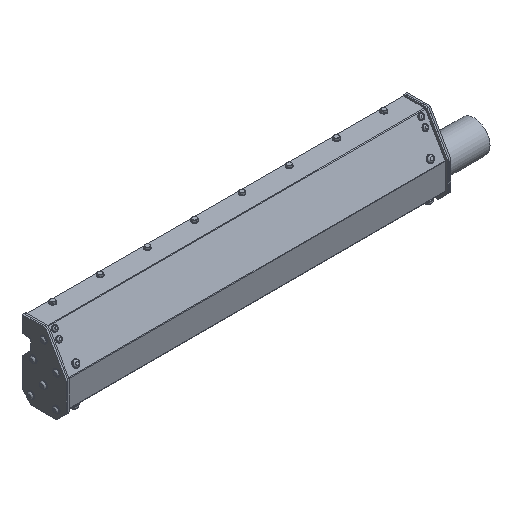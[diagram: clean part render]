
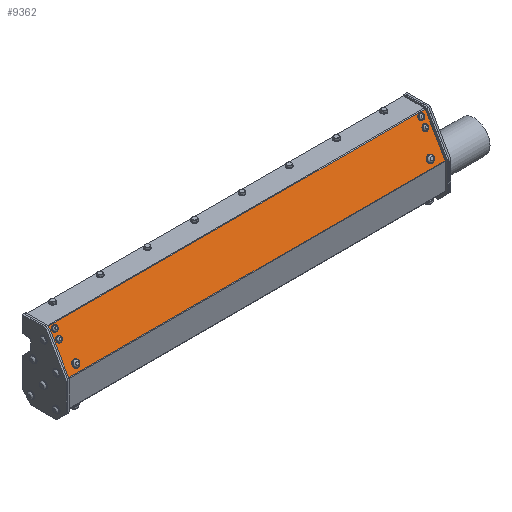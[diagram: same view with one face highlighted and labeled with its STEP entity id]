
A CAD part, isometric view. The second image highlights one B-rep face of the part: STEP entity #9362.
In plain terms, the highlighted planar face has unit normal (0, -0.866, 0.5).
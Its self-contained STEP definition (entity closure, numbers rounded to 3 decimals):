
#198=LINE('',#33057,#600);
#199=LINE('',#33059,#601);
#200=LINE('',#33061,#602);
#201=LINE('',#33062,#603);
#600=VECTOR('',#12083,0.394);
#601=VECTOR('',#12084,0.394);
#602=VECTOR('',#12085,0.394);
#603=VECTOR('',#12086,0.394);
#1063=FACE_BOUND('',#3196,.T.);
#1064=FACE_BOUND('',#3197,.T.);
#1065=FACE_BOUND('',#3198,.T.);
#1066=FACE_BOUND('',#3199,.T.);
#1067=FACE_BOUND('',#3200,.T.);
#1068=FACE_BOUND('',#3201,.T.);
#1373=PLANE('',#10222);
#2509=FACE_OUTER_BOUND('',#3195,.T.);
#3195=EDGE_LOOP('',(#7710,#7711,#7712,#7713));
#3196=EDGE_LOOP('',(#7714));
#3197=EDGE_LOOP('',(#7715));
#3198=EDGE_LOOP('',(#7716));
#3199=EDGE_LOOP('',(#7717));
#3200=EDGE_LOOP('',(#7718));
#3201=EDGE_LOOP('',(#7719));
#3948=CIRCLE('',#10223,0.217);
#3949=CIRCLE('',#10224,0.217);
#3950=CIRCLE('',#10225,0.177);
#3951=CIRCLE('',#10226,0.177);
#3952=CIRCLE('',#10227,0.177);
#3953=CIRCLE('',#10228,0.177);
#4700=VERTEX_POINT('',#33055);
#4701=VERTEX_POINT('',#33056);
#4702=VERTEX_POINT('',#33058);
#4703=VERTEX_POINT('',#33060);
#4704=VERTEX_POINT('',#33063);
#4705=VERTEX_POINT('',#33065);
#4706=VERTEX_POINT('',#33067);
#4707=VERTEX_POINT('',#33069);
#4708=VERTEX_POINT('',#33071);
#4709=VERTEX_POINT('',#33073);
#5837=EDGE_CURVE('',#4700,#4701,#198,.T.);
#5838=EDGE_CURVE('',#4702,#4700,#199,.T.);
#5839=EDGE_CURVE('',#4703,#4702,#200,.T.);
#5840=EDGE_CURVE('',#4703,#4701,#201,.T.);
#5841=EDGE_CURVE('',#4704,#4704,#3948,.T.);
#5842=EDGE_CURVE('',#4705,#4705,#3949,.T.);
#5843=EDGE_CURVE('',#4706,#4706,#3950,.T.);
#5844=EDGE_CURVE('',#4707,#4707,#3951,.T.);
#5845=EDGE_CURVE('',#4708,#4708,#3952,.T.);
#5846=EDGE_CURVE('',#4709,#4709,#3953,.T.);
#7710=ORIENTED_EDGE('',*,*,#5837,.F.);
#7711=ORIENTED_EDGE('',*,*,#5838,.F.);
#7712=ORIENTED_EDGE('',*,*,#5839,.F.);
#7713=ORIENTED_EDGE('',*,*,#5840,.T.);
#7714=ORIENTED_EDGE('',*,*,#5841,.T.);
#7715=ORIENTED_EDGE('',*,*,#5842,.T.);
#7716=ORIENTED_EDGE('',*,*,#5843,.T.);
#7717=ORIENTED_EDGE('',*,*,#5844,.T.);
#7718=ORIENTED_EDGE('',*,*,#5845,.T.);
#7719=ORIENTED_EDGE('',*,*,#5846,.T.);
#9362=ADVANCED_FACE('',(#2509,#1063,#1064,#1065,#1066,#1067,#1068),#1373,
 .T.);
#10222=AXIS2_PLACEMENT_3D('',#33054,#12081,#12082);
#10223=AXIS2_PLACEMENT_3D('',#33064,#12087,#12088);
#10224=AXIS2_PLACEMENT_3D('',#33066,#12089,#12090);
#10225=AXIS2_PLACEMENT_3D('',#33068,#12091,#12092);
#10226=AXIS2_PLACEMENT_3D('',#33070,#12093,#12094);
#10227=AXIS2_PLACEMENT_3D('',#33072,#12095,#12096);
#10228=AXIS2_PLACEMENT_3D('',#33074,#12097,#12098);
#12081=DIRECTION('center_axis',(0.,-0.866,
0.5));
#12082=DIRECTION('ref_axis',(0.,0.5,0.866));
#12083=DIRECTION('',(1.,0.,0.));
#12084=DIRECTION('',(0.,0.5,0.866));
#12085=DIRECTION('',(-1.,0.,0.));
#12086=DIRECTION('',(0.,0.5,0.866));
#12087=DIRECTION('center_axis',(0.,0.866,
-0.5));
#12088=DIRECTION('ref_axis',(-0.866,0.25,0.433));
#12089=DIRECTION('center_axis',(0.,0.866,
-0.5));
#12090=DIRECTION('ref_axis',(-0.866,0.25,0.433));
#12091=DIRECTION('center_axis',(0.,0.866,
-0.5));
#12092=DIRECTION('ref_axis',(1.,0.,0.));
#12093=DIRECTION('center_axis',(0.,0.866,
-0.5));
#12094=DIRECTION('ref_axis',(1.,0.,0.));
#12095=DIRECTION('center_axis',(0.,0.866,
-0.5));
#12096=DIRECTION('ref_axis',(1.,0.,0.));
#12097=DIRECTION('center_axis',(0.,0.866,
-0.5));
#12098=DIRECTION('ref_axis',(0.282,0.48,0.831));
#33054=CARTESIAN_POINT('Origin',(11.838,-1.254,0.819));
#33055=CARTESIAN_POINT('',(-12.162,0.027,3.036));
#33056=CARTESIAN_POINT('',(11.838,0.027,3.036));
#33057=CARTESIAN_POINT('',(11.838,0.027,3.036));
#33058=CARTESIAN_POINT('',(-12.162,-1.246,0.833));
#33059=CARTESIAN_POINT('',(-12.162,-1.254,0.819));
#33060=CARTESIAN_POINT('',(11.838,-1.246,0.833));
#33061=CARTESIAN_POINT('',(11.838,-1.246,0.833));
#33062=CARTESIAN_POINT('',(11.838,-1.254,0.819));
#33063=CARTESIAN_POINT('',(10.9,-0.983,1.288));
#33064=CARTESIAN_POINT('Origin',(11.088,-1.037,1.194));
#33065=CARTESIAN_POINT('',(-11.6,-0.983,1.288));
#33066=CARTESIAN_POINT('Origin',(-11.412,-1.037,1.194));
#33067=CARTESIAN_POINT('',(11.64,-0.085,2.844));
#33068=CARTESIAN_POINT('Origin',(11.463,-0.085,2.844));
#33069=CARTESIAN_POINT('',(11.64,-0.351,2.383));
#33070=CARTESIAN_POINT('Origin',(11.463,-0.351,2.383));
#33071=CARTESIAN_POINT('',(-11.61,-0.085,2.844));
#33072=CARTESIAN_POINT('Origin',(-11.787,-0.085,2.844));
#33073=CARTESIAN_POINT('',(-11.737,-0.266,2.53));
#33074=CARTESIAN_POINT('Origin',(-11.787,-0.351,2.383));
